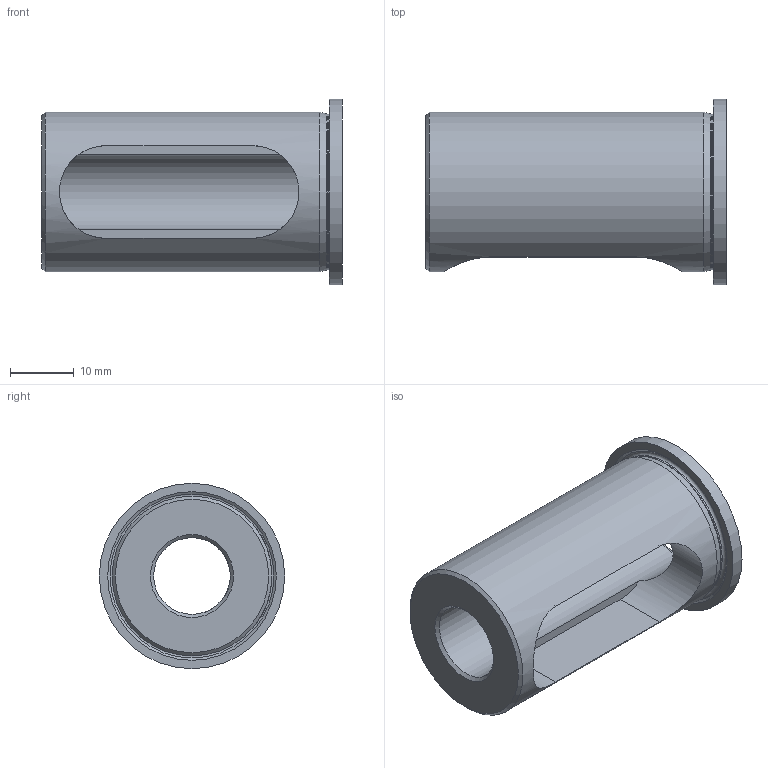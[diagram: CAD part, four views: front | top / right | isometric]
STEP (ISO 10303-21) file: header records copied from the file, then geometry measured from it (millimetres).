
FILE_DESCRIPTION(/* description */ (''),/* implementation_level */ '2;1');
FILE_NAME(/* name */ '10001100274nxv000_00_214.stp',/* time_stamp */ '2022-09-21T12:33:16+02:00',/* author */ (''),/* organization */ (''),/* preprocessor_version */ 'ST-DEVELOPER v16.7',/* originating_system */ 'SIEMENS PLM Software NX 12.0',/* authorisation */ '');
FILE_SCHEMA (('AUTOMOTIVE_DESIGN { 1 0 10303 214 3 1 1 1 }'));
Length unit declared in the file: millimetre
Products named in the file (1): 10001100274nxv000_00
Bounding box: 47 x 29 x 29 mm (x, y, z)
Volume: 14300.1 mm3; surface area: 6348.5 mm2
Topology: 1 solids, 1 shells, 20 faces, 46 edges, 29 vertices
Faces by surface type: plane 7, cylinder 6, cone 5, torus 2
Full cylindrical faces by diameter (mm): 12 x1, 24.4 x1, 25 x1, 29 x1
Entity records: 546 total; most frequent: CARTESIAN_POINT 115, DIRECTION 88, ORIENTED_EDGE 64, AXIS2_PLACEMENT_3D 39, EDGE_LOOP 36, EDGE_CURVE 32, FACE_BOUND 30, VERTEX_POINT 26
